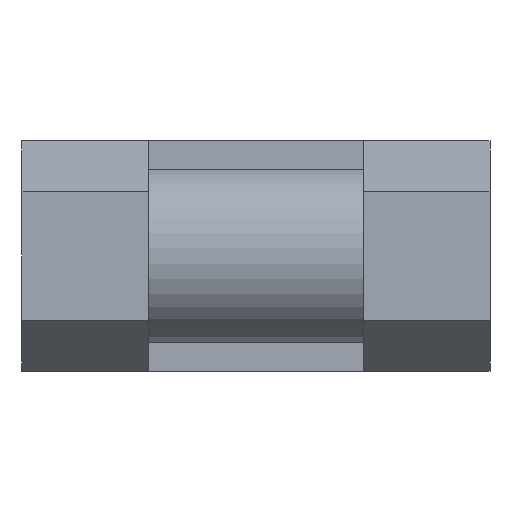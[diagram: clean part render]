
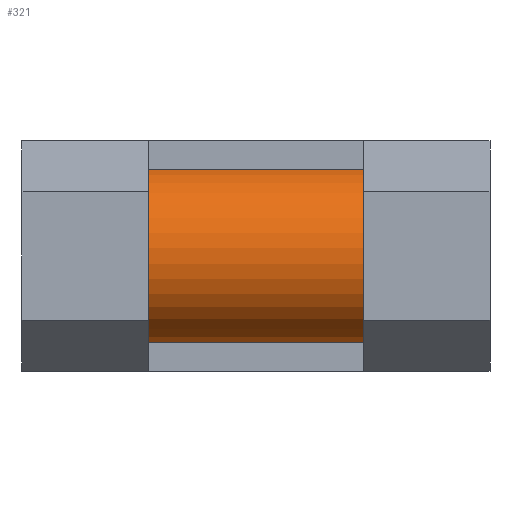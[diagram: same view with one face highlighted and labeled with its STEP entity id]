
A CAD part, front view. The second image highlights one B-rep face of the part: STEP entity #321.
In plain terms, the highlighted cylindrical face has radius 12 mm (diameter 24 mm), a partial arc.
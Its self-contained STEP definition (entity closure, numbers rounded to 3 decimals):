
#7 = CARTESIAN_POINT ( 'NONE',  ( -14.5, -3.153, 11.578 ) ) ;
#41 = CARTESIAN_POINT ( 'NONE',  ( -14.5, -3.153, 11.578 ) ) ;
#49 = EDGE_CURVE ( 'NONE', #1570, #737, #609, .T. ) ;
#167 = DIRECTION ( 'NONE',  ( 1., 0., 0. ) ) ;
#178 = CARTESIAN_POINT ( 'NONE',  ( 14.5, -3.153, 11.578 ) ) ;
#296 = EDGE_CURVE ( 'NONE', #737, #343, #511, .T. ) ;
#312 = AXIS2_PLACEMENT_3D ( 'NONE', #655, #1222, #493 ) ;
#321 = ADVANCED_FACE ( 'NONE', ( #869 ), #463, .T. ) ;
#343 = VERTEX_POINT ( 'NONE', #849 ) ;
#373 = DIRECTION ( 'NONE',  ( 1., 0., 0. ) ) ;
#436 = CIRCLE ( 'NONE', #1860, 12. ) ;
#463 = CYLINDRICAL_SURFACE ( 'NONE', #312, 12. ) ;
#485 = ORIENTED_EDGE ( 'NONE', *, *, #1192, .T. ) ;
#486 = DIRECTION ( 'NONE',  ( -1., 0., 0. ) ) ;
#493 = DIRECTION ( 'NONE',  ( 0., 0., -1. ) ) ;
#511 = LINE ( 'NONE', #1625, #1886 ) ;
#571 = DIRECTION ( 'NONE',  ( 1., 0., 0. ) ) ;
#572 = LINE ( 'NONE', #7, #963 ) ;
#609 = CIRCLE ( 'NONE', #2354, 12. ) ;
#655 = CARTESIAN_POINT ( 'NONE',  ( -14.5, 0., 0. ) ) ;
#737 = VERTEX_POINT ( 'NONE', #2472 ) ;
#747 = EDGE_CURVE ( 'NONE', #1937, #1570, #572, .T. ) ;
#849 = CARTESIAN_POINT ( 'NONE',  ( -14.5, -3.153, -11.578 ) ) ;
#869 = FACE_OUTER_BOUND ( 'NONE', #1123, .T. ) ;
#881 = ORIENTED_EDGE ( 'NONE', *, *, #747, .F. ) ;
#963 = VECTOR ( 'NONE', #373, 1000. ) ;
#1123 = EDGE_LOOP ( 'NONE', ( #2152, #1969, #881, #485 ) ) ;
#1149 = CARTESIAN_POINT ( 'NONE',  ( 14.5, 0., 0. ) ) ;
#1192 = EDGE_CURVE ( 'NONE', #1937, #343, #436, .T. ) ;
#1222 = DIRECTION ( 'NONE',  ( 1., 0., 0. ) ) ;
#1272 = CARTESIAN_POINT ( 'NONE',  ( -14.5, 0., 0. ) ) ;
#1570 = VERTEX_POINT ( 'NONE', #178 ) ;
#1625 = CARTESIAN_POINT ( 'NONE',  ( -14.5, -3.153, -11.578 ) ) ;
#1860 = AXIS2_PLACEMENT_3D ( 'NONE', #1272, #167, #2053 ) ;
#1886 = VECTOR ( 'NONE', #486, 1000. ) ;
#1907 = DIRECTION ( 'NONE',  ( 0., 0., -1. ) ) ;
#1937 = VERTEX_POINT ( 'NONE', #41 ) ;
#1969 = ORIENTED_EDGE ( 'NONE', *, *, #49, .F. ) ;
#2053 = DIRECTION ( 'NONE',  ( 0., 0., -1. ) ) ;
#2152 = ORIENTED_EDGE ( 'NONE', *, *, #296, .F. ) ;
#2354 = AXIS2_PLACEMENT_3D ( 'NONE', #1149, #571, #1907 ) ;
#2472 = CARTESIAN_POINT ( 'NONE',  ( 14.5, -3.153, -11.578 ) ) ;
